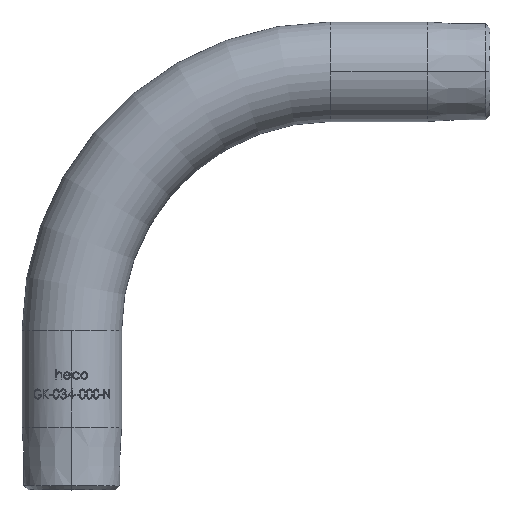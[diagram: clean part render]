
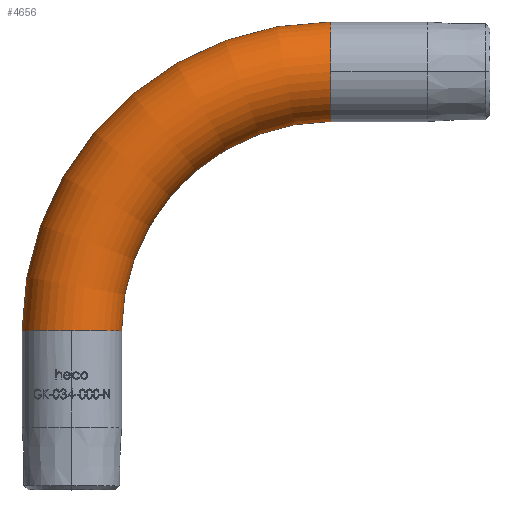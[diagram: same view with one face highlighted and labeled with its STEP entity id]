
A CAD part, top view. The second image highlights one B-rep face of the part: STEP entity #4656.
In plain terms, the highlighted toroidal (fillet/blend) face has major radius 70 mm and minor radius 13.45 mm.
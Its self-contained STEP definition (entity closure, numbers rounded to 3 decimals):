
#29 = CARTESIAN_POINT ( 'NONE',  ( 70., -70., 0. ) ) ;
#401 = CIRCLE ( 'NONE', #2300, 83.45 ) ;
#2022 = DIRECTION ( 'NONE',  ( 0., -1., 0. ) ) ;
#2166 = AXIS2_PLACEMENT_3D ( 'NONE', #6372, #11666, #16102 ) ;
#2300 = AXIS2_PLACEMENT_3D ( 'NONE', #29, #17644, #5121 ) ;
#2550 = CARTESIAN_POINT ( 'NONE',  ( 70., 13.45, 0. ) ) ;
#2722 = DIRECTION ( 'NONE',  ( -1., 0., 0. ) ) ;
#2979 = EDGE_CURVE ( 'NONE', #15168, #17171, #401, .T. ) ;
#4039 = CIRCLE ( 'NONE', #6679, 13.45 ) ;
#4090 = VERTEX_POINT ( 'NONE', #15005 ) ;
#4162 = VERTEX_POINT ( 'NONE', #4530 ) ;
#4195 = DIRECTION ( 'NONE',  ( 0., 0., 1. ) ) ;
#4530 = CARTESIAN_POINT ( 'NONE',  ( 0., -70., 13.45 ) ) ;
#4656 = ADVANCED_FACE ( 'NONE', ( #20193 ), #13877, .T. ) ;
#4676 = CARTESIAN_POINT ( 'NONE',  ( 70., 0., 13.45 ) ) ;
#4692 = ORIENTED_EDGE ( 'NONE', *, *, #15981, .F. ) ;
#5121 = DIRECTION ( 'NONE',  ( 1., 0., 0. ) ) ;
#5901 = CIRCLE ( 'NONE', #18453, 56.55 ) ;
#6230 = CIRCLE ( 'NONE', #12262, 13.45 ) ;
#6284 = CARTESIAN_POINT ( 'NONE',  ( 70., 0., 0. ) ) ;
#6372 = CARTESIAN_POINT ( 'NONE',  ( 70., -70., 0. ) ) ;
#6679 = AXIS2_PLACEMENT_3D ( 'NONE', #19522, #2022, #21371 ) ;
#7850 = EDGE_CURVE ( 'NONE', #18738, #15168, #20624, .T. ) ;
#8040 = DIRECTION ( 'NONE',  ( 1., 0., 0. ) ) ;
#8323 = DIRECTION ( 'NONE',  ( 0., 0., 1. ) ) ;
#8635 = DIRECTION ( 'NONE',  ( -1., 0., 0. ) ) ;
#8941 = VERTEX_POINT ( 'NONE', #21904 ) ;
#9260 = DIRECTION ( 'NONE',  ( 0., 0., 1. ) ) ;
#10345 = CIRCLE ( 'NONE', #15112, 13.45 ) ;
#11218 = CARTESIAN_POINT ( 'NONE',  ( 0., -70., 0. ) ) ;
#11653 = CARTESIAN_POINT ( 'NONE',  ( -13.45, -70., 0. ) ) ;
#11666 = DIRECTION ( 'NONE',  ( 0., 0., 1. ) ) ;
#12262 = AXIS2_PLACEMENT_3D ( 'NONE', #11218, #14845, #18155 ) ;
#13877 = TOROIDAL_SURFACE ( 'NONE', #2166, 70., 13.45 ) ;
#14845 = DIRECTION ( 'NONE',  ( 0., -1., 0. ) ) ;
#15005 = CARTESIAN_POINT ( 'NONE',  ( 13.45, -70., 0. ) ) ;
#15112 = AXIS2_PLACEMENT_3D ( 'NONE', #6284, #2722, #4195 ) ;
#15168 = VERTEX_POINT ( 'NONE', #2550 ) ;
#15570 = ORIENTED_EDGE ( 'NONE', *, *, #19433, .F. ) ;
#15981 = EDGE_CURVE ( 'NONE', #4162, #17171, #6230, .T. ) ;
#16102 = DIRECTION ( 'NONE',  ( 1., 0., 0. ) ) ;
#16260 = CARTESIAN_POINT ( 'NONE',  ( 70., -70., 0. ) ) ;
#16327 = ORIENTED_EDGE ( 'NONE', *, *, #7850, .T. ) ;
#17171 = VERTEX_POINT ( 'NONE', #11653 ) ;
#17327 = ORIENTED_EDGE ( 'NONE', *, *, #2979, .T. ) ;
#17644 = DIRECTION ( 'NONE',  ( 0., 0., 1. ) ) ;
#17861 = EDGE_CURVE ( 'NONE', #8941, #4090, #5901, .T. ) ;
#18155 = DIRECTION ( 'NONE',  ( 0., 0., 1. ) ) ;
#18179 = ORIENTED_EDGE ( 'NONE', *, *, #17861, .F. ) ;
#18453 = AXIS2_PLACEMENT_3D ( 'NONE', #16260, #9260, #8040 ) ;
#18738 = VERTEX_POINT ( 'NONE', #4676 ) ;
#18754 = AXIS2_PLACEMENT_3D ( 'NONE', #20943, #8635, #8323 ) ;
#18956 = EDGE_LOOP ( 'NONE', ( #16327, #17327, #4692, #15570, #18179, #22643 ) ) ;
#19433 = EDGE_CURVE ( 'NONE', #4090, #4162, #4039, .T. ) ;
#19522 = CARTESIAN_POINT ( 'NONE',  ( 0., -70., 0. ) ) ;
#20193 = FACE_OUTER_BOUND ( 'NONE', #18956, .T. ) ;
#20624 = CIRCLE ( 'NONE', #18754, 13.45 ) ;
#20884 = EDGE_CURVE ( 'NONE', #8941, #18738, #10345, .T. ) ;
#20943 = CARTESIAN_POINT ( 'NONE',  ( 70., 0., 0. ) ) ;
#21371 = DIRECTION ( 'NONE',  ( 0., 0., 1. ) ) ;
#21904 = CARTESIAN_POINT ( 'NONE',  ( 70., -13.45, 0. ) ) ;
#22643 = ORIENTED_EDGE ( 'NONE', *, *, #20884, .T. ) ;
